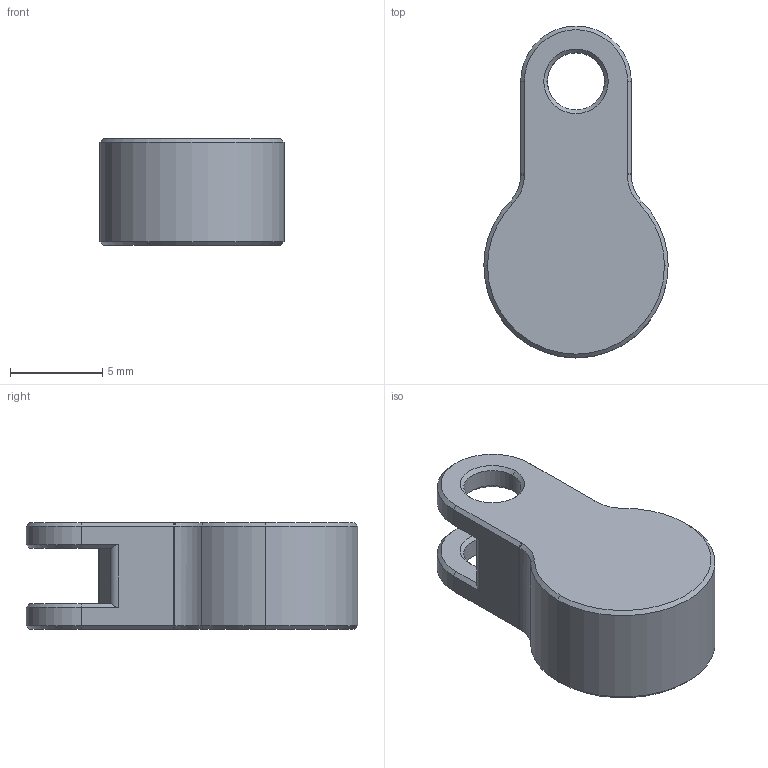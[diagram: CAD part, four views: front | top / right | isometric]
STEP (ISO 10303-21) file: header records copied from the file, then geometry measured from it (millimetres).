
FILE_DESCRIPTION (( 'STEP AP203' ), '1' );
FILE_NAME ('同步带调节器_2_需加支撑.STEP', '2023-09-07T06:50:18', ( 'Leo' ), ( '' ), 'SwSTEP 2.0', 'SolidWorks 2018', '' );
FILE_SCHEMA (( 'CONFIG_CONTROL_DESIGN' ));
Length unit declared in the file: millimetre
Products named in the file (1): 同步带调节器_2_需加支撑
Bounding box: 10 x 18 x 5.8 mm (x, y, z)
Volume: 633.7 mm3; surface area: 522.1 mm2
Topology: 1 solids, 1 shells, 62 faces, 154 edges, 92 vertices
Faces by surface type: cone 30, cylinder 16, plane 16
Entity records: 1927 total; most frequent: CARTESIAN_POINT 341, DIRECTION 340, ORIENTED_EDGE 308, EDGE_CURVE 154, AXIS2_PLACEMENT_3D 131, VERTEX_POINT 92, VECTOR 78, LINE 78
